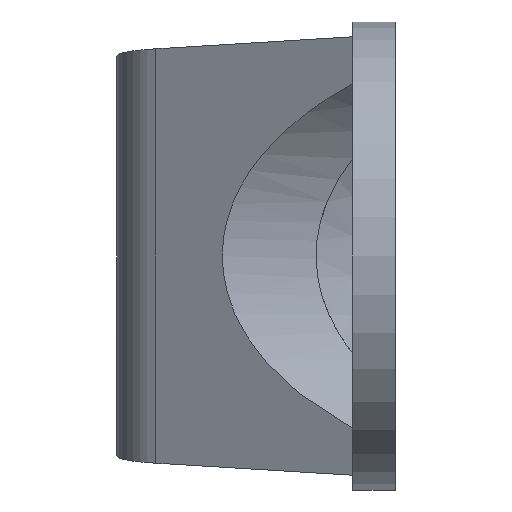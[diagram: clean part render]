
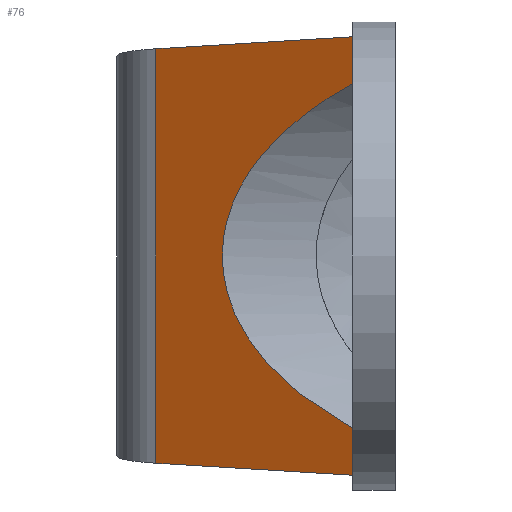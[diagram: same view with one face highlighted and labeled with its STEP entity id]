
A CAD part, left-side view. The second image highlights one B-rep face of the part: STEP entity #76.
In plain terms, the highlighted planar face has unit normal (-0.866, 0.5, 0).
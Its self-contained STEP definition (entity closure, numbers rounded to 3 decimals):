
#76 = ADVANCED_FACE( '', ( #165 ), #166, .F. );
#165 = FACE_OUTER_BOUND( '', #264, .T. );
#166 = PLANE( '', #265 );
#264 = EDGE_LOOP( '', ( #438, #439, #440, #441, #442, #443 ) );
#265 = AXIS2_PLACEMENT_3D( '', #444, #445, #446 );
#438 = ORIENTED_EDGE( '', *, *, #678, .T. );
#439 = ORIENTED_EDGE( '', *, *, #674, .T. );
#440 = ORIENTED_EDGE( '', *, *, #624, .F. );
#441 = ORIENTED_EDGE( '', *, *, #636, .F. );
#442 = ORIENTED_EDGE( '', *, *, #628, .F. );
#443 = ORIENTED_EDGE( '', *, *, #679, .T. );
#444 = CARTESIAN_POINT( '', ( 17.275, 15.3, 15. ) );
#445 = DIRECTION( '', ( 0.866, -0.5, 0. ) );
#446 = DIRECTION( '', ( 0.5, 0.866, 0. ) );
#624 = EDGE_CURVE( '', #750, #751, #752, .T. );
#628 = EDGE_CURVE( '', #757, #759, #760, .T. );
#636 = EDGE_CURVE( '', #759, #750, #772, .F. );
#674 = EDGE_CURVE( '', #830, #751, #831, .T. );
#678 = EDGE_CURVE( '', #835, #830, #836, .T. );
#679 = EDGE_CURVE( '', #757, #835, #837, .T. );
#750 = VERTEX_POINT( '', #926 );
#751 = VERTEX_POINT( '', #927 );
#752 = LINE( '', #928, #929 );
#757 = VERTEX_POINT( '', #935 );
#759 = VERTEX_POINT( '', #938 );
#760 = LINE( '', #939, #940 );
#772 = ELLIPSE( '', #954, 30., 15. );
#830 = VERTEX_POINT( '', #1088 );
#831 = LINE( '', #1089, #1090 );
#835 = VERTEX_POINT( '', #1095 );
#836 = LINE( '', #1096, #1097 );
#837 = LINE( '', #1098, #1099 );
#926 = CARTESIAN_POINT( '', ( 10., 2.7, -11.021 ) );
#927 = CARTESIAN_POINT( '', ( 10., 2.7, -14.025 ) );
#928 = CARTESIAN_POINT( '', ( 10., 2.7, -13.62 ) );
#929 = VECTOR( '', #1200, 1000. );
#935 = CARTESIAN_POINT( '', ( 10., 2.7, 14.025 ) );
#938 = CARTESIAN_POINT( '', ( 10., 2.7, 11.021 ) );
#939 = CARTESIAN_POINT( '', ( 10., 2.7, 14.025 ) );
#940 = VECTOR( '', #1206, 1000. );
#954 = AXIS2_PLACEMENT_3D( '', #1221, #1222, #1223 );
#1088 = CARTESIAN_POINT( '', ( 17.275, 15.3, -13.255 ) );
#1089 = CARTESIAN_POINT( '', ( 18.02, 16.591, -13.176 ) );
#1090 = VECTOR( '', #1261, 1000. );
#1095 = CARTESIAN_POINT( '', ( 17.275, 15.3, 13.255 ) );
#1096 = CARTESIAN_POINT( '', ( 17.275, 15.3, 15. ) );
#1097 = VECTOR( '', #1266, 1000. );
#1098 = CARTESIAN_POINT( '', ( 17.229, 15.22, 13.26 ) );
#1099 = VECTOR( '', #1267, 1000. );
#1200 = DIRECTION( '', ( 0., 0., -1. ) );
#1206 = DIRECTION( '', ( 0., 0., -1. ) );
#1221 = CARTESIAN_POINT( '', ( -0.175, -14.924, 0. ) );
#1222 = DIRECTION( '', ( 0.866, -0.5, 0. ) );
#1223 = DIRECTION( '', ( -0.5, -0.866, 0. ) );
#1261 = DIRECTION( '', ( -0.499, -0.865, -0.053 ) );
#1266 = DIRECTION( '', ( 0., 0., -1. ) );
#1267 = DIRECTION( '', ( 0.499, 0.865, -0.053 ) );
